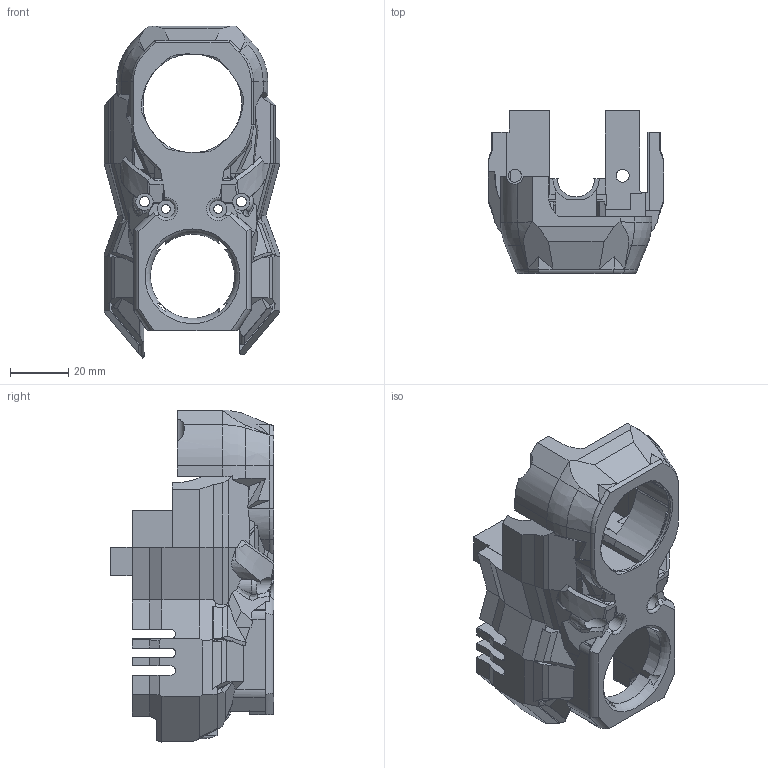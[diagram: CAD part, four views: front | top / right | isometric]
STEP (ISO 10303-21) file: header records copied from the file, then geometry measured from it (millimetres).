
FILE_DESCRIPTION(/* description */ ('STEP AP242','CAx-IF Rec.Pracs.---Representation and Presentation of Product Manufacturing Information (PMI)---4.0---2014-10-13','CAx-IF Rec.Pracs.---3D Tessellated Geometry---0.4---2014-09-14','2;1'),/* implementation_level */ '2;1');
FILE_NAME(/* name */ '6680c595c52aac4be03f012f',/* time_stamp */ '2024-06-30T02:40:22Z',/* author */ (''),/* organization */ (''),/* preprocessor_version */ 'ST-DEVELOPER v20',/* originating_system */ ' ',/* authorisation */ ' ');
FILE_SCHEMA (('AP242_MANAGED_MODEL_BASED_3D_ENGINEERING_MIM_LF { 1 0 10303 442 1 1 4 }'));
Length unit declared in the file: metre
Products named in the file (1): LG voron frank custom hotend
Bounding box: 60.48 x 56.38 x 114.34 mm (x, y, z)
Volume: 79966.9 mm3; surface area: 32833.9 mm2
Topology: 1 solids, 11 shells, 842 faces, 2392 edges, 1569 vertices
Faces by surface type: plane 615, cylinder 126, bspline 83, torus 15, cone 2, sphere 1
Full cylindrical faces by diameter (mm): 3.5 x1, 4.5 x2, 6 x4
Entity records: 31727 total; most frequent: CARTESIAN_POINT 10622, ORIENTED_EDGE 4746, DIRECTION 3859, EDGE_CURVE 2373, LINE 1631, VECTOR 1631, VERTEX_POINT 1561, AXIS2_PLACEMENT_3D 1114
